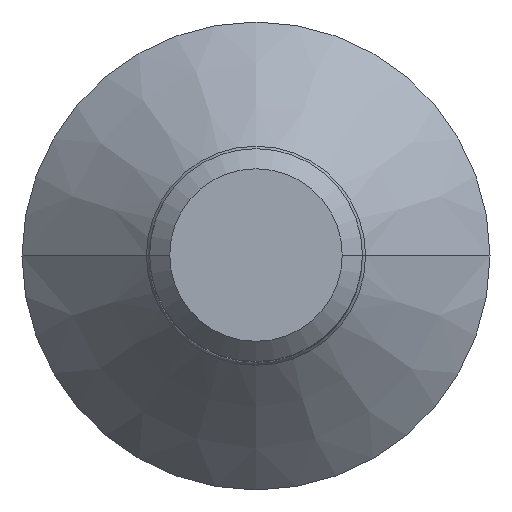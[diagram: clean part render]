
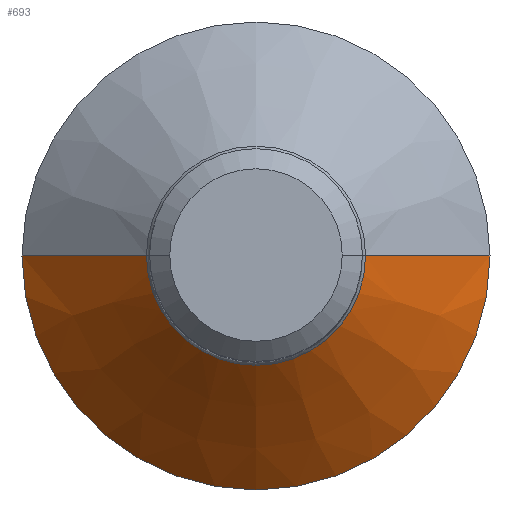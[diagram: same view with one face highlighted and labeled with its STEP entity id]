
A CAD part, top view. The second image highlights one B-rep face of the part: STEP entity #693.
In plain terms, the highlighted conical face has half-angle 45 degrees and reference radius 4.397 mm.
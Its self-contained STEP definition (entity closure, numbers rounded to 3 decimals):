
#26 = CONICAL_SURFACE ( 'NONE', #228, 4.397, 0.785 ) ;
#53 = VERTEX_POINT ( 'NONE', #793 ) ;
#71 = ORIENTED_EDGE ( 'NONE', *, *, #688, .F. ) ;
#138 = ORIENTED_EDGE ( 'NONE', *, *, #586, .T. ) ;
#152 = LINE ( 'NONE', #336, #350 ) ;
#200 = CIRCLE ( 'NONE', #448, 4.397 ) ;
#207 = LINE ( 'NONE', #553, #680 ) ;
#218 = CARTESIAN_POINT ( 'NONE',  ( 0., 0., 2.339 ) ) ;
#221 = CARTESIAN_POINT ( 'NONE',  ( 0., 0., 0. ) ) ;
#228 = AXIS2_PLACEMENT_3D ( 'NONE', #221, #566, #748 ) ;
#231 = DIRECTION ( 'NONE',  ( -1., 0., 0. ) ) ;
#274 = DIRECTION ( 'NONE',  ( 0.707, 0., -0.707 ) ) ;
#280 = ORIENTED_EDGE ( 'NONE', *, *, #554, .F. ) ;
#301 = VERTEX_POINT ( 'NONE', #430 ) ;
#336 = CARTESIAN_POINT ( 'NONE',  ( 4.397, 0., 0. ) ) ;
#342 = EDGE_CURVE ( 'NONE', #301, #590, #729, .T. ) ;
#350 = VECTOR ( 'NONE', #274, 1000. ) ;
#352 = CARTESIAN_POINT ( 'NONE',  ( -4.397, 0., 0. ) ) ;
#367 = CARTESIAN_POINT ( 'NONE',  ( 0., 0., 0. ) ) ;
#430 = CARTESIAN_POINT ( 'NONE',  ( 2.059, 0., 2.339 ) ) ;
#448 = AXIS2_PLACEMENT_3D ( 'NONE', #367, #760, #231 ) ;
#496 = EDGE_LOOP ( 'NONE', ( #280, #623, #138, #71 ) ) ;
#553 = CARTESIAN_POINT ( 'NONE',  ( -4.397, 0., 0. ) ) ;
#554 = EDGE_CURVE ( 'NONE', #301, #53, #152, .T. ) ;
#561 = VERTEX_POINT ( 'NONE', #352 ) ;
#565 = DIRECTION ( 'NONE',  ( 0., 1., 0. ) ) ;
#566 = DIRECTION ( 'NONE',  ( 0., 0., -1. ) ) ;
#586 = EDGE_CURVE ( 'NONE', #590, #561, #207, .T. ) ;
#590 = VERTEX_POINT ( 'NONE', #808 ) ;
#614 = AXIS2_PLACEMENT_3D ( 'NONE', #218, #625, #565 ) ;
#623 = ORIENTED_EDGE ( 'NONE', *, *, #342, .T. ) ;
#625 = DIRECTION ( 'NONE',  ( 0., 0., -1. ) ) ;
#680 = VECTOR ( 'NONE', #741, 1000. ) ;
#688 = EDGE_CURVE ( 'NONE', #53, #561, #200, .T. ) ;
#693 = ADVANCED_FACE ( 'NONE', ( #728 ), #26, .T. ) ;
#728 = FACE_OUTER_BOUND ( 'NONE', #496, .T. ) ;
#729 = CIRCLE ( 'NONE', #614, 2.059 ) ;
#741 = DIRECTION ( 'NONE',  ( -0.707, 0., -0.707 ) ) ;
#748 = DIRECTION ( 'NONE',  ( -1., 0., 0. ) ) ;
#760 = DIRECTION ( 'NONE',  ( 0., 0., -1. ) ) ;
#793 = CARTESIAN_POINT ( 'NONE',  ( 4.397, 0., 0. ) ) ;
#808 = CARTESIAN_POINT ( 'NONE',  ( -2.059, 0., 2.339 ) ) ;
